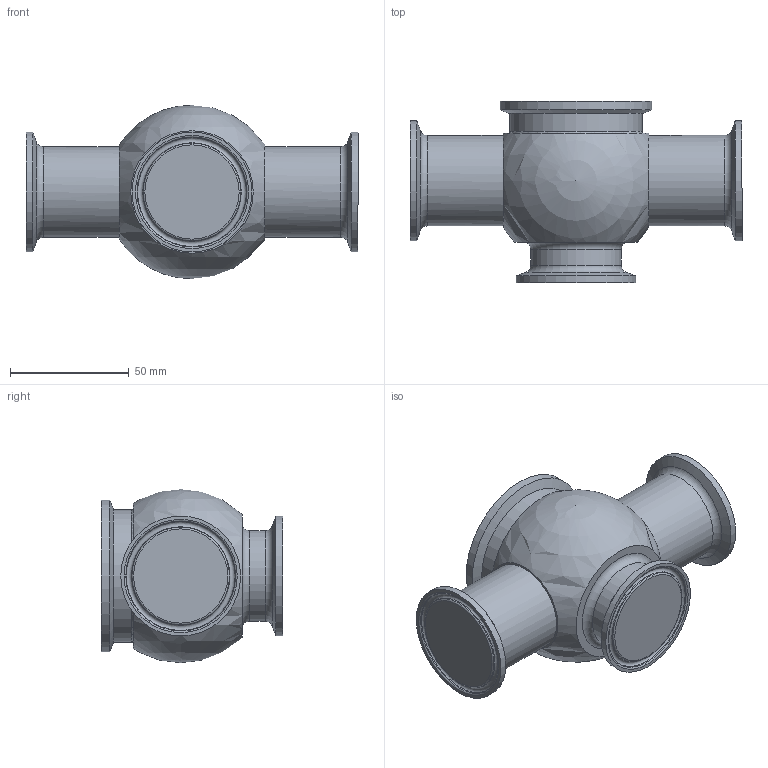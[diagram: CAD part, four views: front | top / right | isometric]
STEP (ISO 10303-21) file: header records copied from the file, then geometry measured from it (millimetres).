
FILE_DESCRIPTION(/* description */ (''),/* implementation_level */ '2;1');
FILE_NAME(/* name */ '112409.stp',/* time_stamp */ '2021-08-18T16:00:59+06:00',/* author */ ('H7M44K'),/* organization */ (''),/* preprocessor_version */ 'ST-DEVELOPER v18.1',/* originating_system */ 'Autodesk Inventor 2020',/* authorisation */ '');
FILE_SCHEMA (('AUTOMOTIVE_DESIGN { 1 0 10303 214 3 1 1 }'));
Length unit declared in the file: inch
Products named in the file (1): 112409
Bounding box: 139.7 x 76.33 x 73 mm (x, y, z)
Volume: 312009.5 mm3; surface area: 35554.9 mm2
Topology: 1 solids, 1 shells, 44 faces, 133 edges, 99 vertices
Faces by surface type: torus 14, plane 11, cone 10, cylinder 8, sphere 1
Full cylindrical faces by diameter (mm): 38.1 x3, 50.394 x3, 55.677 x1, 63.881 x1
Entity records: 1651 total; most frequent: DIRECTION 334, CARTESIAN_POINT 275, ORIENTED_EDGE 262, AXIS2_PLACEMENT_3D 158, EDGE_CURVE 131, CIRCLE 113, VERTEX_POINT 99, EDGE_LOOP 54
